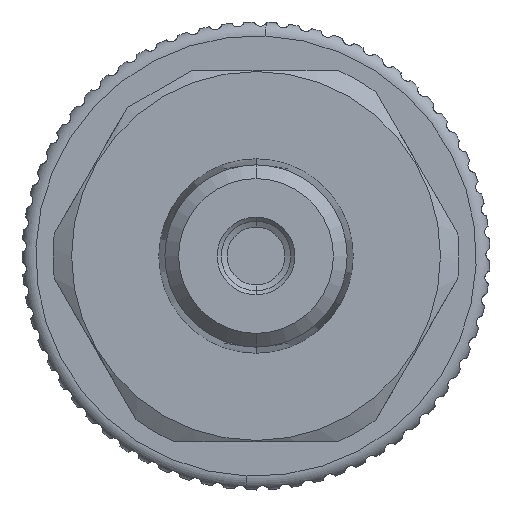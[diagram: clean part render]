
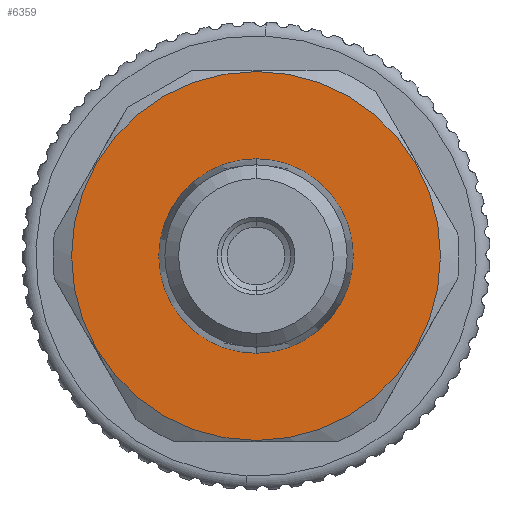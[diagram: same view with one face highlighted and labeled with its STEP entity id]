
A CAD part, front view. The second image highlights one B-rep face of the part: STEP entity #6359.
In plain terms, the highlighted face is planar.
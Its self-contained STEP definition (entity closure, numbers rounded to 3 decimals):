
#132 = AXIS2_PLACEMENT_3D ( 'NONE', #12433, #2791, #13925 ) ;
#1232 = DIRECTION ( 'NONE',  ( 0., 0., 1. ) ) ;
#1253 = DIRECTION ( 'NONE',  ( -1., 0., 0. ) ) ;
#1273 = CARTESIAN_POINT ( 'NONE',  ( 33.5, 0., 0. ) ) ;
#1509 = CARTESIAN_POINT ( 'NONE',  ( 33.5, 0., 13.4 ) ) ;
#1722 = AXIS2_PLACEMENT_3D ( 'NONE', #14078, #13592, #13527 ) ;
#2659 = FACE_OUTER_BOUND ( 'NONE', #9165, .T. ) ;
#2791 = DIRECTION ( 'NONE',  ( -1., 0., 0. ) ) ;
#2979 = EDGE_CURVE ( 'NONE', #14183, #13946, #4640, .T. ) ;
#3049 = ORIENTED_EDGE ( 'NONE', *, *, #2979, .F. ) ;
#3907 = AXIS2_PLACEMENT_3D ( 'NONE', #17260, #8601, #18467 ) ;
#4640 = CIRCLE ( 'NONE', #1722, 13.4 ) ;
#4901 = CARTESIAN_POINT ( 'NONE',  ( 33.5, 0., 7.063 ) ) ;
#6359 = ADVANCED_FACE ( 'NONE', ( #18535, #2659 ), #6590, .T. ) ;
#6412 = VERTEX_POINT ( 'NONE', #4901 ) ;
#6516 = DIRECTION ( 'NONE',  ( 0., 0., -1. ) ) ;
#6559 = DIRECTION ( 'NONE',  ( 1., 0., 0. ) ) ;
#6588 = EDGE_CURVE ( 'NONE', #6412, #10688, #7059, .T. ) ;
#6590 = PLANE ( 'NONE',  #12756 ) ;
#6749 = CARTESIAN_POINT ( 'NONE',  ( 33.5, 0., 0. ) ) ;
#7059 = CIRCLE ( 'NONE', #9829, 7.063 ) ;
#7475 = ORIENTED_EDGE ( 'NONE', *, *, #16440, .F. ) ;
#8601 = DIRECTION ( 'NONE',  ( -1., 0., 0. ) ) ;
#9165 = EDGE_LOOP ( 'NONE', ( #7475, #3049 ) ) ;
#9829 = AXIS2_PLACEMENT_3D ( 'NONE', #1273, #1253, #1232 ) ;
#10688 = VERTEX_POINT ( 'NONE', #12572 ) ;
#12433 = CARTESIAN_POINT ( 'NONE',  ( 33.5, 0., 0. ) ) ;
#12572 = CARTESIAN_POINT ( 'NONE',  ( 33.5, 0., -7.063 ) ) ;
#12756 = AXIS2_PLACEMENT_3D ( 'NONE', #6749, #6559, #6516 ) ;
#12758 = EDGE_CURVE ( 'NONE', #10688, #6412, #15250, .T. ) ;
#12929 = CIRCLE ( 'NONE', #3907, 13.4 ) ;
#13527 = DIRECTION ( 'NONE',  ( 0., 0., 1. ) ) ;
#13592 = DIRECTION ( 'NONE',  ( -1., 0., 0. ) ) ;
#13925 = DIRECTION ( 'NONE',  ( 0., 0., 1. ) ) ;
#13946 = VERTEX_POINT ( 'NONE', #1509 ) ;
#14078 = CARTESIAN_POINT ( 'NONE',  ( 33.5, 0., 0. ) ) ;
#14183 = VERTEX_POINT ( 'NONE', #15963 ) ;
#14980 = EDGE_LOOP ( 'NONE', ( #15919, #15507 ) ) ;
#15250 = CIRCLE ( 'NONE', #132, 7.063 ) ;
#15507 = ORIENTED_EDGE ( 'NONE', *, *, #12758, .T. ) ;
#15919 = ORIENTED_EDGE ( 'NONE', *, *, #6588, .T. ) ;
#15963 = CARTESIAN_POINT ( 'NONE',  ( 33.5, 0., -13.4 ) ) ;
#16440 = EDGE_CURVE ( 'NONE', #13946, #14183, #12929, .T. ) ;
#17260 = CARTESIAN_POINT ( 'NONE',  ( 33.5, 0., 0. ) ) ;
#18467 = DIRECTION ( 'NONE',  ( 0., 0., 1. ) ) ;
#18535 = FACE_BOUND ( 'NONE', #14980, .T. ) ;
